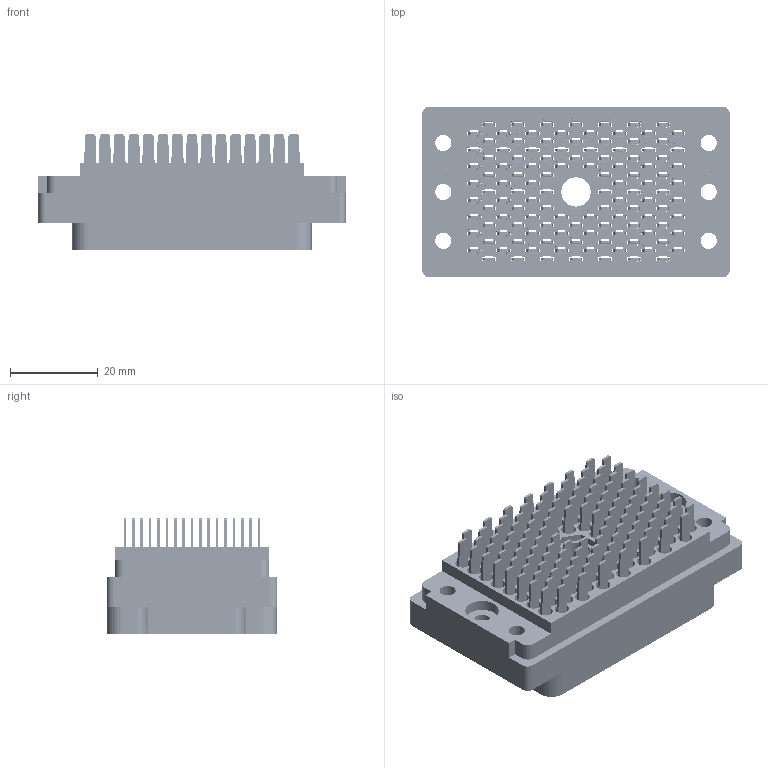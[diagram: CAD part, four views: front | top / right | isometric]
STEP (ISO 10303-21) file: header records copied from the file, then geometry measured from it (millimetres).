
FILE_DESCRIPTION (( 'STEP AP203' ), '1' );
FILE_NAME ('516-120-501-100.STEP', '2020-09-08T07:24:07', ( '' ), ( '' ), 'SwSTEP 2.0', 'SolidWorks 2020', '' );
FILE_SCHEMA (( 'CONFIG_CONTROL_DESIGN' ));
Products named in the file (3): 516-292-001_501 Contact; 516 Plug Insulator_120; 516-120-501-100
Assembly tree (121 placements, depth 2):
  516-120-501-100
    516 Plug Insulator_120
    516-292-001_501 Contact  x120
Bounding box: 69.85 x 38.73 x 26.26 mm (x, y, z)
Volume: 24154.3 mm3; surface area: 49277.4 mm2
Topology: 121 solids, 121 shells, 11018 faces, 32048 edges, 21284 vertices
Faces by surface type: plane 6719, cylinder 3577, bspline 720, cone 2
Entity records: 86938 total; most frequent: CARTESIAN_POINT 15017, ORIENTED_EDGE 14592, DIRECTION 14082, EDGE_CURVE 7296, VECTOR 5578, LINE 5578, VERTEX_POINT 4862, AXIS2_PLACEMENT_3D 4252
